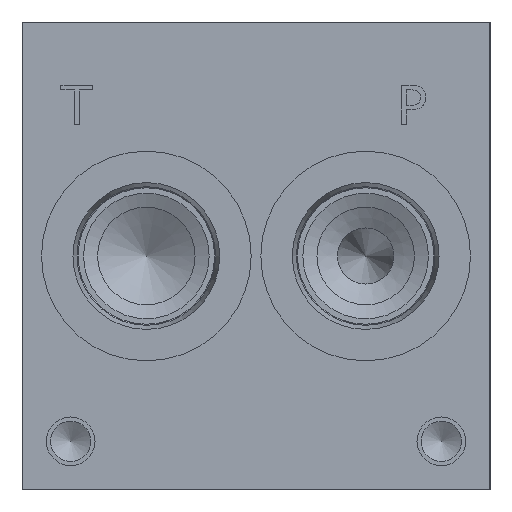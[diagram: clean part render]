
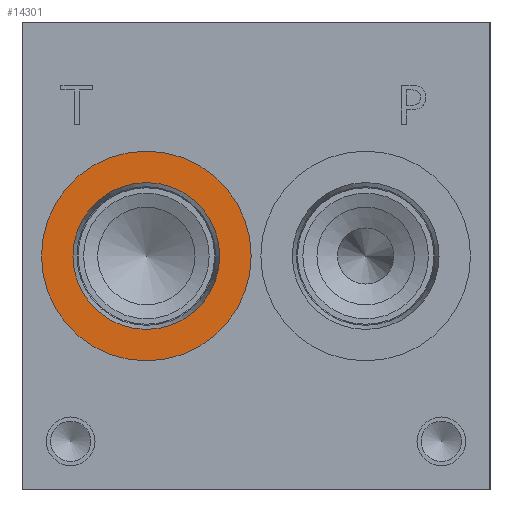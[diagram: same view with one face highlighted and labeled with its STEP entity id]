
A CAD part, left-side view. The second image highlights one B-rep face of the part: STEP entity #14301.
In plain terms, the highlighted planar face has unit normal (-1, 0, 0).
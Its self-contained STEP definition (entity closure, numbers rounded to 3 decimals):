
#283=CIRCLE('',#14980,17.069);
#284=CIRCLE('',#14981,17.069);
#285=CIRCLE('',#14983,11.951);
#286=CIRCLE('',#14984,11.951);
#654=FACE_BOUND('',#2627,.T.);
#1801=FACE_OUTER_BOUND('',#2626,.T.);
#2626=EDGE_LOOP('',(#11886,#11887));
#2627=EDGE_LOOP('',(#11888,#11889));
#6471=VERTEX_POINT('',#24108);
#6472=VERTEX_POINT('',#24110);
#6473=VERTEX_POINT('',#24114);
#6474=VERTEX_POINT('',#24115);
#8365=EDGE_CURVE('',#6471,#6472,#283,.T.);
#8366=EDGE_CURVE('',#6472,#6471,#284,.T.);
#8367=EDGE_CURVE('',#6473,#6474,#285,.T.);
#8368=EDGE_CURVE('',#6474,#6473,#286,.T.);
#11886=ORIENTED_EDGE('',*,*,#8366,.F.);
#11887=ORIENTED_EDGE('',*,*,#8365,.F.);
#11888=ORIENTED_EDGE('',*,*,#8367,.T.);
#11889=ORIENTED_EDGE('',*,*,#8368,.T.);
#13190=PLANE('',#14982);
#14301=ADVANCED_FACE('',(#1801,#654),#13190,.F.);
#14980=AXIS2_PLACEMENT_3D('',#24111,#17549,#17550);
#14981=AXIS2_PLACEMENT_3D('',#24112,#17551,#17552);
#14982=AXIS2_PLACEMENT_3D('',#24113,#17553,#17554);
#14983=AXIS2_PLACEMENT_3D('',#24116,#17555,#17556);
#14984=AXIS2_PLACEMENT_3D('',#24117,#17557,#17558);
#17549=DIRECTION('center_axis',(1.,0.,0.));
#17550=DIRECTION('ref_axis',(0.,0.,-1.));
#17551=DIRECTION('center_axis',(1.,0.,0.));
#17552=DIRECTION('ref_axis',(0.,0.,-1.));
#17553=DIRECTION('center_axis',(1.,0.,0.));
#17554=DIRECTION('ref_axis',(0.,0.,-1.));
#17555=DIRECTION('center_axis',(1.,0.,0.));
#17556=DIRECTION('ref_axis',(0.,0.,-1.));
#17557=DIRECTION('center_axis',(1.,0.,0.));
#17558=DIRECTION('ref_axis',(0.,0.,-1.));
#24108=CARTESIAN_POINT('',(0.787,55.956,21.031));
#24110=CARTESIAN_POINT('',(0.787,55.956,55.169));
#24111=CARTESIAN_POINT('Origin',(0.787,55.956,38.1));
#24112=CARTESIAN_POINT('Origin',(0.787,55.956,38.1));
#24113=CARTESIAN_POINT('Origin',(0.787,55.956,50.051));
#24114=CARTESIAN_POINT('',(0.787,55.956,50.051));
#24115=CARTESIAN_POINT('',(0.787,55.956,26.149));
#24116=CARTESIAN_POINT('Origin',(0.787,55.956,38.1));
#24117=CARTESIAN_POINT('Origin',(0.787,55.956,38.1));
